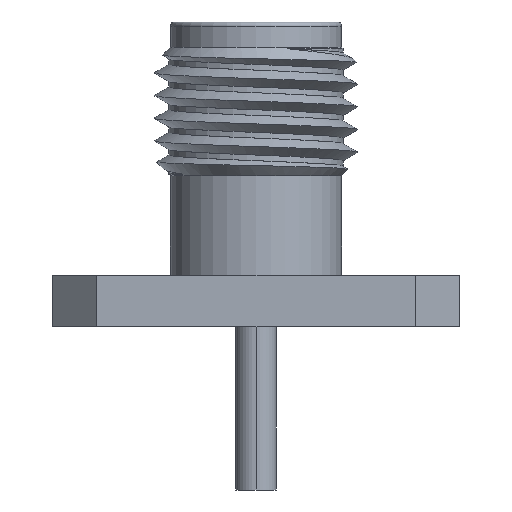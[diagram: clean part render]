
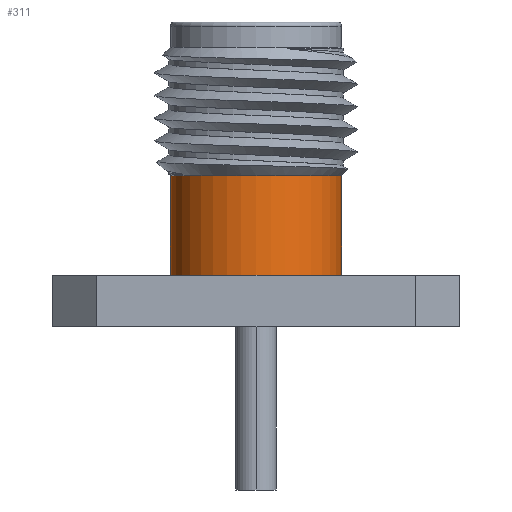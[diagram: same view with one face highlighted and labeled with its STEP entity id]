
A CAD part, front view. The second image highlights one B-rep face of the part: STEP entity #311.
In plain terms, the highlighted cylindrical face has radius 2.67 mm (diameter 5.34 mm), a partial arc.
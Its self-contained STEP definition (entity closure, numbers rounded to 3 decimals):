
#69 = EDGE_CURVE ( 'NONE', #3083, #3484, #1081, .T. ) ;
#165 = DIRECTION ( 'NONE',  ( 0., 0., 1. ) ) ;
#181 = CARTESIAN_POINT ( 'NONE',  ( 0., 0., 9.5 ) ) ;
#204 = DIRECTION ( 'NONE',  ( 0., 0., 1. ) ) ;
#307 = CIRCLE ( 'NONE', #1091, 2.67 ) ;
#311 = ADVANCED_FACE ( 'NONE', ( #617 ), #2816, .T. ) ;
#344 = DIRECTION ( 'NONE',  ( 0., 0., 1. ) ) ;
#442 = CARTESIAN_POINT ( 'NONE',  ( 0., 0., 0. ) ) ;
#487 = CARTESIAN_POINT ( 'NONE',  ( -2.67, 0., 0. ) ) ;
#617 = FACE_OUTER_BOUND ( 'NONE', #1367, .T. ) ;
#671 = VERTEX_POINT ( 'NONE', #487 ) ;
#700 = ORIENTED_EDGE ( 'NONE', *, *, #1502, .F. ) ;
#753 = DIRECTION ( 'NONE',  ( 1., 0., 0. ) ) ;
#1068 = DIRECTION ( 'NONE',  ( 1., 0., 0. ) ) ;
#1081 = CIRCLE ( 'NONE', #2491, 2.67 ) ;
#1091 = AXIS2_PLACEMENT_3D ( 'NONE', #442, #2537, #753 ) ;
#1107 = VECTOR ( 'NONE', #2815, 1000. ) ;
#1367 = EDGE_LOOP ( 'NONE', ( #700, #3681, #2507, #2403 ) ) ;
#1439 = CARTESIAN_POINT ( 'NONE',  ( 2.67, 0., 4.71 ) ) ;
#1502 = EDGE_CURVE ( 'NONE', #671, #3083, #3903, .T. ) ;
#1654 = EDGE_CURVE ( 'NONE', #671, #2587, #307, .T. ) ;
#2139 = CARTESIAN_POINT ( 'NONE',  ( 0., 0., 4.71 ) ) ;
#2288 = CARTESIAN_POINT ( 'NONE',  ( -2.67, 0., 9.5 ) ) ;
#2403 = ORIENTED_EDGE ( 'NONE', *, *, #69, .F. ) ;
#2435 = AXIS2_PLACEMENT_3D ( 'NONE', #181, #165, #1068 ) ;
#2436 = DIRECTION ( 'NONE',  ( 1., 0., 0. ) ) ;
#2491 = AXIS2_PLACEMENT_3D ( 'NONE', #2139, #344, #2436 ) ;
#2507 = ORIENTED_EDGE ( 'NONE', *, *, #3201, .T. ) ;
#2537 = DIRECTION ( 'NONE',  ( 0., 0., 1. ) ) ;
#2587 = VERTEX_POINT ( 'NONE', #2940 ) ;
#2691 = LINE ( 'NONE', #3127, #1107 ) ;
#2798 = CARTESIAN_POINT ( 'NONE',  ( -2.67, 0., 4.71 ) ) ;
#2815 = DIRECTION ( 'NONE',  ( 0., 0., 1. ) ) ;
#2816 = CYLINDRICAL_SURFACE ( 'NONE', #2435, 2.67 ) ;
#2940 = CARTESIAN_POINT ( 'NONE',  ( 2.67, 0., 0. ) ) ;
#3081 = VECTOR ( 'NONE', #204, 1000. ) ;
#3083 = VERTEX_POINT ( 'NONE', #2798 ) ;
#3127 = CARTESIAN_POINT ( 'NONE',  ( 2.67, 0., 9.5 ) ) ;
#3201 = EDGE_CURVE ( 'NONE', #2587, #3484, #2691, .T. ) ;
#3484 = VERTEX_POINT ( 'NONE', #1439 ) ;
#3681 = ORIENTED_EDGE ( 'NONE', *, *, #1654, .T. ) ;
#3903 = LINE ( 'NONE', #2288, #3081 ) ;
